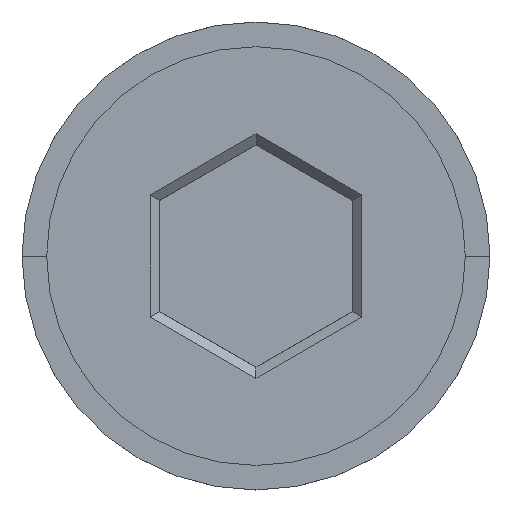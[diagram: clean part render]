
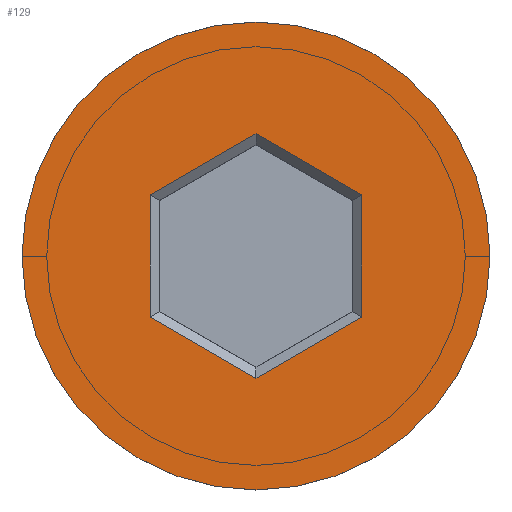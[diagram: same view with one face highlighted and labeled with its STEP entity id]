
A CAD part, top view. The second image highlights one B-rep face of the part: STEP entity #129.
In plain terms, the highlighted planar face has unit normal (0, 0, 1).
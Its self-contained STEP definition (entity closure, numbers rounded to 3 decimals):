
#6 = DIRECTION ( 'NONE',  ( 0.866, -0.5, 0. ) ) ;
#12 = LINE ( 'NONE', #861, #522 ) ;
#14 = VERTEX_POINT ( 'NONE', #419 ) ;
#40 = ORIENTED_EDGE ( 'NONE', *, *, #309, .T. ) ;
#90 = LINE ( 'NONE', #202, #1310 ) ;
#96 = CARTESIAN_POINT ( 'NONE',  ( 0., 0., 0. ) ) ;
#108 = VERTEX_POINT ( 'NONE', #833 ) ;
#111 = ORIENTED_EDGE ( 'NONE', *, *, #654, .T. ) ;
#113 = DIRECTION ( 'NONE',  ( 0., 0., 1. ) ) ;
#129 = ADVANCED_FACE ( 'NONE', ( #1201, #585 ), #1580, .T. ) ;
#161 = EDGE_LOOP ( 'NONE', ( #111, #1065 ) ) ;
#202 = CARTESIAN_POINT ( 'NONE',  ( -2.05, -1.299, 0. ) ) ;
#213 = CARTESIAN_POINT ( 'NONE',  ( 0., 0., 0. ) ) ;
#294 = AXIS2_PLACEMENT_3D ( 'NONE', #213, #113, #1164 ) ;
#309 = EDGE_CURVE ( 'NONE', #1158, #108, #12, .T. ) ;
#319 = EDGE_CURVE ( 'NONE', #1227, #1497, #496, .T. ) ;
#331 = EDGE_CURVE ( 'NONE', #1497, #1353, #1363, .T. ) ;
#353 = DIRECTION ( 'NONE',  ( -0.866, -0.5, 0. ) ) ;
#357 = ORIENTED_EDGE ( 'NONE', *, *, #1118, .T. ) ;
#360 = ORIENTED_EDGE ( 'NONE', *, *, #331, .T. ) ;
#370 = VECTOR ( 'NONE', #955, 1000. ) ;
#419 = CARTESIAN_POINT ( 'NONE',  ( 4.75, 0., 0. ) ) ;
#422 = EDGE_LOOP ( 'NONE', ( #465, #709, #1350, #360, #357, #40 ) ) ;
#460 = DIRECTION ( 'NONE',  ( 0., 0., 1. ) ) ;
#465 = ORIENTED_EDGE ( 'NONE', *, *, #1419, .T. ) ;
#467 = CARTESIAN_POINT ( 'NONE',  ( -0.1, 2.425, 0. ) ) ;
#478 = DIRECTION ( 'NONE',  ( 1., 0., 0. ) ) ;
#496 = LINE ( 'NONE', #467, #370 ) ;
#502 = CIRCLE ( 'NONE', #817, 4.75 ) ;
#522 = VECTOR ( 'NONE', #353, 1000. ) ;
#523 = VERTEX_POINT ( 'NONE', #757 ) ;
#572 = CARTESIAN_POINT ( 'NONE',  ( 0., 2.483, 0. ) ) ;
#582 = VERTEX_POINT ( 'NONE', #1567 ) ;
#585 = FACE_OUTER_BOUND ( 'NONE', #161, .T. ) ;
#617 = CARTESIAN_POINT ( 'NONE',  ( -2.15, 1.241, 0. ) ) ;
#629 = VECTOR ( 'NONE', #949, 1000. ) ;
#654 = EDGE_CURVE ( 'NONE', #14, #523, #1306, .T. ) ;
#709 = ORIENTED_EDGE ( 'NONE', *, *, #1496, .T. ) ;
#757 = CARTESIAN_POINT ( 'NONE',  ( -4.75, 0., 0. ) ) ;
#786 = CARTESIAN_POINT ( 'NONE',  ( 2.15, 1.241, 0. ) ) ;
#817 = AXIS2_PLACEMENT_3D ( 'NONE', #1106, #992, #478 ) ;
#833 = CARTESIAN_POINT ( 'NONE',  ( 0., -2.483, 0. ) ) ;
#861 = CARTESIAN_POINT ( 'NONE',  ( 0.1, -2.425, 0. ) ) ;
#874 = CARTESIAN_POINT ( 'NONE',  ( 2.15, -1.126, 0. ) ) ;
#880 = DIRECTION ( 'NONE',  ( 0., -1., 0. ) ) ;
#941 = DIRECTION ( 'NONE',  ( 1., 0., 0. ) ) ;
#949 = DIRECTION ( 'NONE',  ( 0., 1., 0. ) ) ;
#955 = DIRECTION ( 'NONE',  ( 0.866, 0.5, 0. ) ) ;
#956 = DIRECTION ( 'NONE',  ( -0.866, 0.5, 0. ) ) ;
#992 = DIRECTION ( 'NONE',  ( 0., 0., 1. ) ) ;
#1046 = VECTOR ( 'NONE', #880, 1000. ) ;
#1065 = ORIENTED_EDGE ( 'NONE', *, *, #1221, .T. ) ;
#1095 = CARTESIAN_POINT ( 'NONE',  ( 2.05, 1.299, 0. ) ) ;
#1106 = CARTESIAN_POINT ( 'NONE',  ( 0., 0., 0. ) ) ;
#1118 = EDGE_CURVE ( 'NONE', #1353, #1158, #1487, .T. ) ;
#1158 = VERTEX_POINT ( 'NONE', #1348 ) ;
#1164 = DIRECTION ( 'NONE',  ( 1., 0., 0. ) ) ;
#1194 = CARTESIAN_POINT ( 'NONE',  ( -2.15, 1.126, 0. ) ) ;
#1201 = FACE_BOUND ( 'NONE', #422, .T. ) ;
#1221 = EDGE_CURVE ( 'NONE', #523, #14, #502, .T. ) ;
#1227 = VERTEX_POINT ( 'NONE', #617 ) ;
#1279 = AXIS2_PLACEMENT_3D ( 'NONE', #96, #460, #941 ) ;
#1306 = CIRCLE ( 'NONE', #294, 4.75 ) ;
#1310 = VECTOR ( 'NONE', #956, 1000. ) ;
#1348 = CARTESIAN_POINT ( 'NONE',  ( 2.15, -1.241, 0. ) ) ;
#1350 = ORIENTED_EDGE ( 'NONE', *, *, #319, .T. ) ;
#1353 = VERTEX_POINT ( 'NONE', #786 ) ;
#1363 = LINE ( 'NONE', #1095, #1412 ) ;
#1412 = VECTOR ( 'NONE', #6, 1000. ) ;
#1419 = EDGE_CURVE ( 'NONE', #108, #582, #90, .T. ) ;
#1441 = LINE ( 'NONE', #1194, #629 ) ;
#1487 = LINE ( 'NONE', #874, #1046 ) ;
#1496 = EDGE_CURVE ( 'NONE', #582, #1227, #1441, .T. ) ;
#1497 = VERTEX_POINT ( 'NONE', #572 ) ;
#1567 = CARTESIAN_POINT ( 'NONE',  ( -2.15, -1.241, 0. ) ) ;
#1580 = PLANE ( 'NONE',  #1279 ) ;
